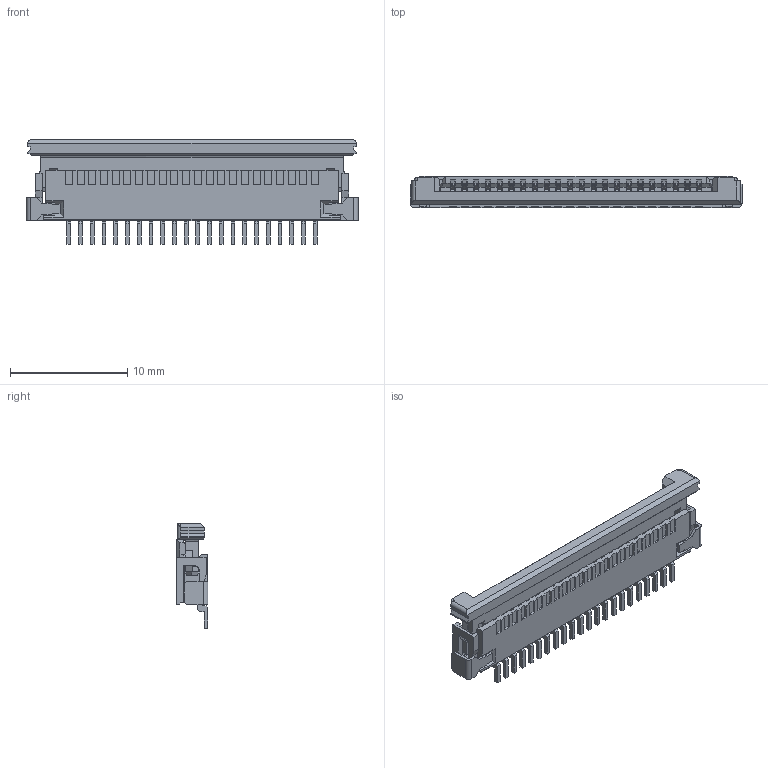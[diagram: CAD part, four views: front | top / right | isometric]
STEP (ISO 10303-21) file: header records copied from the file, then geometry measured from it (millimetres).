
FILE_DESCRIPTION(('STEP AP214'),'1');
FILE_NAME(' ',' ',('TraceParts'),('TraceParts S.A.'),'XStep 1.0',' ',' ');
FILE_SCHEMA(('automotive_design'));
Length unit declared in the file: millimetre
Products named in the file (102): 522072260
Bounding box: 28.3 x 2.7 x 8.9 mm (x, y, z)
Volume: 309 mm3; surface area: 1481.3 mm2
Topology: 3 solids, 3 shells, 1707 faces, 5120 edges, 3376 vertices
Faces by surface type: plane 1376, cylinder 199, cone 132
Entity records: 58107 total; most frequent: CARTESIAN_POINT 10623, ORIENTED_EDGE 9954, DIRECTION 9110, EDGE_CURVE 4977, LINE 4544, VECTOR 4544, VERTEX_POINT 3178, AXIS2_PLACEMENT_3D 2283
